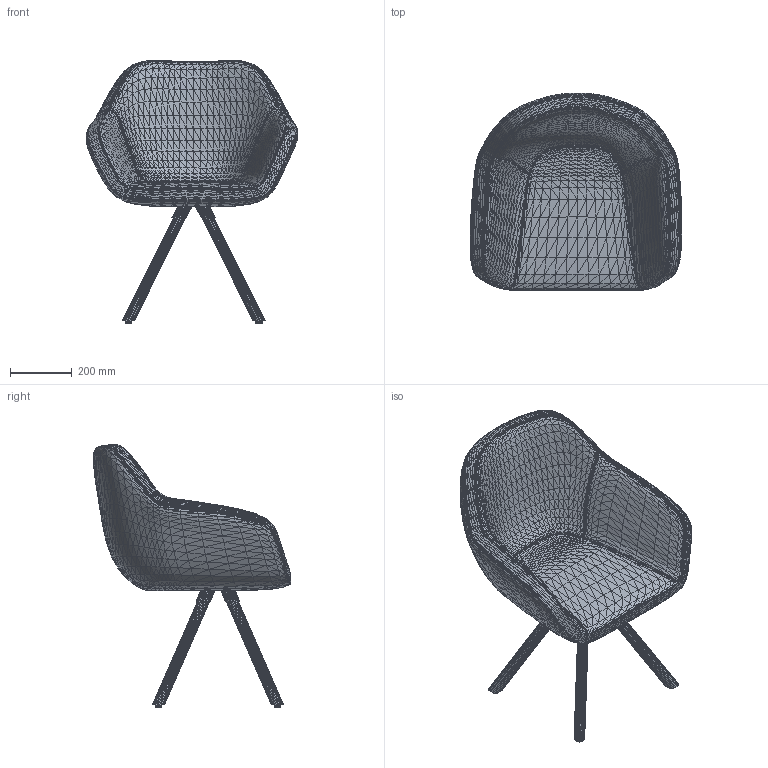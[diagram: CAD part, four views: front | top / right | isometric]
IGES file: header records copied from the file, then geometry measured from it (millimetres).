
Global section: file name: SF23CSTRDWODBS; native system: AutoCAD 2017 - English; preprocessor: Autodesk Translation Framework DWG producer (atf_dwg_producer); organization: unknown; date: 20210903.123037; units: millimetre
Bounding box: 684.79 x 638.58 x 851.3 mm (x, y, z)
Surface area: 1641579.7 mm2 (no closed solid volume)
Topology: 0 solids, 0 shells, 9752 faces, 29260 edges, 29260 vertices
Faces by surface type: bspline 9752
